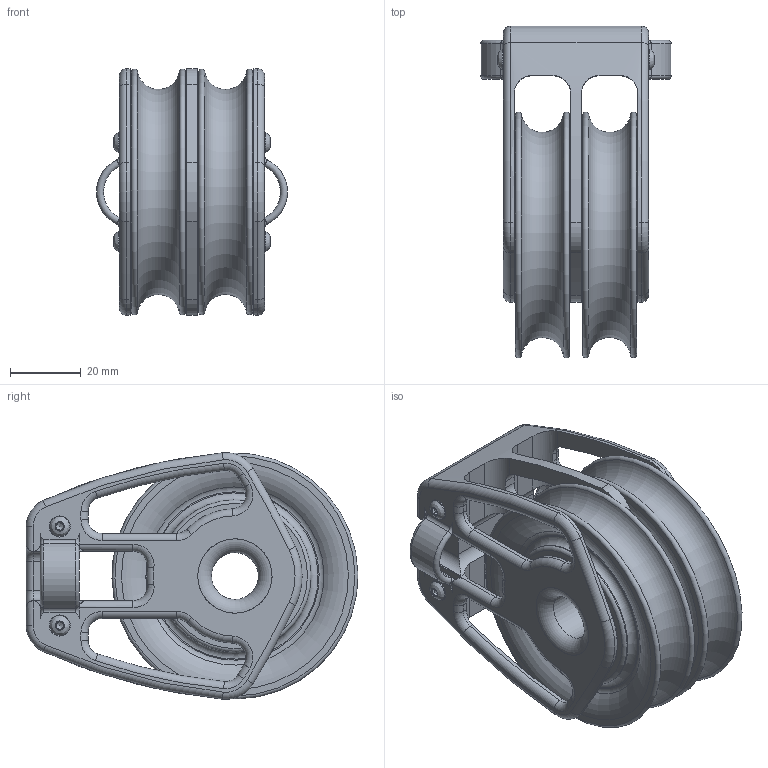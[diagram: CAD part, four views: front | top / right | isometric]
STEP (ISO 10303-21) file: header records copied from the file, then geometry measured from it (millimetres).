
FILE_DESCRIPTION(/* description */ (''),/* implementation_level */ '2;1');
FILE_NAME(/* name */ 'LL1072.stp',/* time_stamp */ '2020-02-16T09:14:23+01:00',/* author */ ('francesca'),/* organization */ (''),/* preprocessor_version */ 'ST-DEVELOPER v16.5',/* originating_system */ 'Autodesk Inventor 2017',/* authorisation */ '');
FILE_SCHEMA (('CONFIG_CONTROL_DESIGN'));
Length unit declared in the file: millimetre
Products named in the file (1): 18040906
Bounding box: 53.92 x 93.74 x 69.7 mm (x, y, z)
Volume: 120366.3 mm3; surface area: 56248.4 mm2
Topology: 5 solids, 5 shells, 923 faces, 3067 edges, 2010 vertices
Faces by surface type: plane 398, torus 202, cylinder 157, sphere 140, cone 22, bspline 4
Full cylindrical faces by diameter (mm): 3 x4, 3.1 x4, 13.2 x1, 16 x4, 19.75 x2, 20 x2, 20.994 x2, 21 x2, 32.6 x2, 39.4 x2, 43 x4
Entity records: 30618 total; most frequent: CARTESIAN_POINT 5700, DIRECTION 5508, ORIENTED_EDGE 4892, EDGE_CURVE 2446, AXIS2_PLACEMENT_3D 2246, VERTEX_POINT 1702, EDGE_LOOP 1416, CIRCLE 1030
